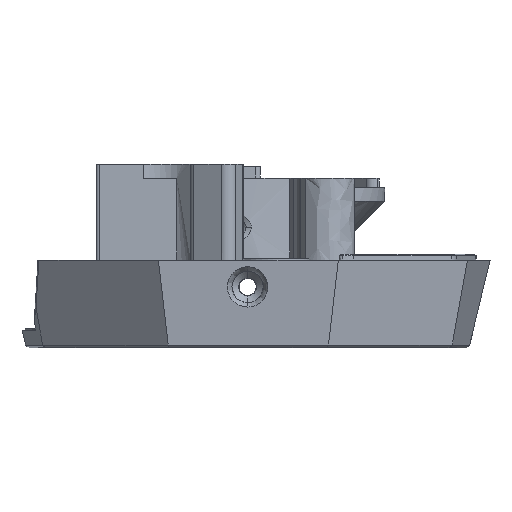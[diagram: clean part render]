
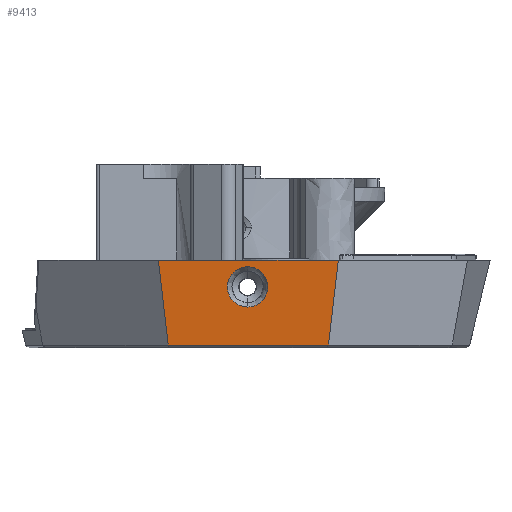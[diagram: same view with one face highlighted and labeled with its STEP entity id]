
A CAD part, front view. The second image highlights one B-rep face of the part: STEP entity #9413.
In plain terms, the highlighted free-form (B-spline) face has degree [1, 1] with [2, 2] control points.
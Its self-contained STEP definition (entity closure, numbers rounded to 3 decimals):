
#223=FACE_BOUND('',#1333,.T.);
#264=B_SPLINE_CURVE_WITH_KNOTS('',3,(#10041,#10042,#10043,#10044),
 .UNSPECIFIED.,.F.,.F.,(4,4),(-0.683,0.469),
 .UNSPECIFIED.);
#273=B_SPLINE_CURVE_WITH_KNOTS('',3,(#10290,#10291,#10292,#10293),
 .UNSPECIFIED.,.F.,.F.,(4,4),(-1.109,0.043),
 .UNSPECIFIED.);
#274=B_SPLINE_CURVE_WITH_KNOTS('',3,(#10298,#10299,#10300,#10301,#10302,
#10303,#10304,#10305,#10306,#10307,#10308,#10309,#10310,#10311,#10312,#10313,
#10314,#10315,#10316,#10317,#10318,#10319),.UNSPECIFIED.,.F.,.F.,(4,2,2,
2,2,2,2,2,2,2,4),(-1.092,-1.018,-0.944,
-0.808,-0.669,-0.532,-0.389,
-0.237,-0.112,-0.056,0.),
 .UNSPECIFIED.);
#275=B_SPLINE_CURVE_WITH_KNOTS('',3,(#10320,#10321,#10322,#10323,#10324,
#10325,#10326,#10327,#10328,#10329,#10330,#10331,#10332),.UNSPECIFIED.,
 .F.,.F.,(4,3,3,3,4),(0.,0.449,1.346,
2.244,3.142),.UNSPECIFIED.);
#732=FACE_OUTER_BOUND('',#1332,.T.);
#1332=EDGE_LOOP('',(#5805,#5806,#5807,#5808));
#1333=EDGE_LOOP('',(#5809,#5810));
#1985=(
BOUNDED_CURVE()
B_SPLINE_CURVE(1,(#10287,#10288),.UNSPECIFIED.,.F.,.F.)
B_SPLINE_CURVE_WITH_KNOTS((2,2),(-1.069,1.084),
 .UNSPECIFIED.)
CURVE()
GEOMETRIC_REPRESENTATION_ITEM()
RATIONAL_B_SPLINE_CURVE((1.,1.))
REPRESENTATION_ITEM('')
);
#1986=(
BOUNDED_CURVE()
B_SPLINE_CURVE(1,(#10294,#10295),.UNSPECIFIED.,.F.,.F.)
B_SPLINE_CURVE_WITH_KNOTS((2,2),(-1.175,1.241),
 .UNSPECIFIED.)
CURVE()
GEOMETRIC_REPRESENTATION_ITEM()
RATIONAL_B_SPLINE_CURVE((1.,1.))
REPRESENTATION_ITEM('')
);
#3128=VERTEX_POINT('',#10039);
#3129=VERTEX_POINT('',#10040);
#3148=VERTEX_POINT('',#10286);
#3149=VERTEX_POINT('',#10289);
#3150=VERTEX_POINT('',#10296);
#3151=VERTEX_POINT('',#10297);
#4161=EDGE_CURVE('',#3128,#3129,#264,.T.);
#4183=EDGE_CURVE('',#3128,#3148,#1985,.T.);
#4184=EDGE_CURVE('',#3148,#3149,#273,.T.);
#4185=EDGE_CURVE('',#3149,#3129,#1986,.T.);
#4186=EDGE_CURVE('',#3150,#3151,#274,.T.);
#4187=EDGE_CURVE('',#3151,#3150,#275,.T.);
#5805=ORIENTED_EDGE('',*,*,#4183,.T.);
#5806=ORIENTED_EDGE('',*,*,#4184,.T.);
#5807=ORIENTED_EDGE('',*,*,#4185,.T.);
#5808=ORIENTED_EDGE('',*,*,#4161,.F.);
#5809=ORIENTED_EDGE('',*,*,#4186,.T.);
#5810=ORIENTED_EDGE('',*,*,#4187,.T.);
#9021=B_SPLINE_SURFACE_WITH_KNOTS('',1,1,((#10282,#10283),(#10284,#10285)),
 .UNSPECIFIED.,.F.,.F.,.F.,(2,2),(2,2),(-11.813,12.35),
(-8.137,3.311),.UNSPECIFIED.);
#9413=ADVANCED_FACE('',(#732,#223),#9021,.T.);
#10039=CARTESIAN_POINT('',(-10.666,-79.004,163.734));
#10040=CARTESIAN_POINT('',(-11.98,-80.002,175.137));
#10041=CARTESIAN_POINT('Ctrl Pts',(-10.664,-79.005,
163.736));
#10042=CARTESIAN_POINT('Ctrl Pts',(-11.103,-79.337,
167.536));
#10043=CARTESIAN_POINT('Ctrl Pts',(-11.541,-79.67,
171.337));
#10044=CARTESIAN_POINT('Ctrl Pts',(-11.98,-80.002,
175.137));
#10282=CARTESIAN_POINT('Ctrl Pts',(-11.981,-79.005,
163.735));
#10283=CARTESIAN_POINT('Ctrl Pts',(-11.981,-80.002,
175.138));
#10284=CARTESIAN_POINT('Ctrl Pts',(12.182,-79.005,163.735));
#10285=CARTESIAN_POINT('Ctrl Pts',(12.182,-80.002,175.138));
#10286=CARTESIAN_POINT('',(10.866,-79.004,163.734));
#10287=CARTESIAN_POINT('Ctrl Pts',(-10.664,-79.005,
163.736));
#10288=CARTESIAN_POINT('Ctrl Pts',(10.865,-79.005,163.736));
#10289=CARTESIAN_POINT('',(12.181,-80.002,175.137));
#10290=CARTESIAN_POINT('Ctrl Pts',(10.865,-79.005,163.736));
#10291=CARTESIAN_POINT('Ctrl Pts',(11.304,-79.337,167.536));
#10292=CARTESIAN_POINT('Ctrl Pts',(11.742,-79.67,171.337));
#10293=CARTESIAN_POINT('Ctrl Pts',(12.181,-80.002,175.137));
#10294=CARTESIAN_POINT('Ctrl Pts',(12.181,-80.002,175.137));
#10295=CARTESIAN_POINT('Ctrl Pts',(-11.98,-80.002,175.137));
#10296=CARTESIAN_POINT('',(0.,-79.45,168.829));
#10297=CARTESIAN_POINT('',(0.001,-79.924,174.243));
#10298=CARTESIAN_POINT('Ctrl Pts',(0.,-79.45,
168.829));
#10299=CARTESIAN_POINT('Ctrl Pts',(-0.186,-79.45,
168.829));
#10300=CARTESIAN_POINT('Ctrl Pts',(-0.372,-79.452,
168.85));
#10301=CARTESIAN_POINT('Ctrl Pts',(-0.735,-79.459,
168.928));
#10302=CARTESIAN_POINT('Ctrl Pts',(-0.913,-79.464,
168.985));
#10303=CARTESIAN_POINT('Ctrl Pts',(-1.398,-79.483,
169.197));
#10304=CARTESIAN_POINT('Ctrl Pts',(-1.687,-79.5,
169.393));
#10305=CARTESIAN_POINT('Ctrl Pts',(-2.176,-79.543,
169.882));
#10306=CARTESIAN_POINT('Ctrl Pts',(-2.366,-79.568,
170.169));
#10307=CARTESIAN_POINT('Ctrl Pts',(-2.637,-79.626,
170.83));
#10308=CARTESIAN_POINT('Ctrl Pts',(-2.709,-79.657,
171.185));
#10309=CARTESIAN_POINT('Ctrl Pts',(-2.715,-79.72,
171.911));
#10310=CARTESIAN_POINT('Ctrl Pts',(-2.643,-79.749,172.243));
#10311=CARTESIAN_POINT('Ctrl Pts',(-2.386,-79.804,
172.868));
#10312=CARTESIAN_POINT('Ctrl Pts',(-2.192,-79.83,
173.163));
#10313=CARTESIAN_POINT('Ctrl Pts',(-1.752,-79.87,
173.621));
#10314=CARTESIAN_POINT('Ctrl Pts',(-1.471,-79.89,
173.852));
#10315=CARTESIAN_POINT('Ctrl Pts',(-0.918,-79.911,
174.093));
#10316=CARTESIAN_POINT('Ctrl Pts',(-0.739,-79.916,
174.149));
#10317=CARTESIAN_POINT('Ctrl Pts',(-0.373,-79.922,
174.224));
#10318=CARTESIAN_POINT('Ctrl Pts',(-0.186,-79.924,
174.242));
#10319=CARTESIAN_POINT('Ctrl Pts',(0.001,-79.924,
174.243));
#10320=CARTESIAN_POINT('Ctrl Pts',(0.001,-79.924,
174.243));
#10321=CARTESIAN_POINT('Ctrl Pts',(0.408,-79.924,
174.243));
#10322=CARTESIAN_POINT('Ctrl Pts',(0.815,-79.917,
174.156));
#10323=CARTESIAN_POINT('Ctrl Pts',(1.179,-79.901,173.981));
#10324=CARTESIAN_POINT('Ctrl Pts',(1.907,-79.871,173.631));
#10325=CARTESIAN_POINT('Ctrl Pts',(2.464,-79.809,172.928));
#10326=CARTESIAN_POINT('Ctrl Pts',(2.644,-79.74,172.14));
#10327=CARTESIAN_POINT('Ctrl Pts',(2.824,-79.671,171.352));
#10328=CARTESIAN_POINT('Ctrl Pts',(2.626,-79.595,170.479));
#10329=CARTESIAN_POINT('Ctrl Pts',(2.123,-79.54,169.849));
#10330=CARTESIAN_POINT('Ctrl Pts',(1.62,-79.484,169.218));
#10331=CARTESIAN_POINT('Ctrl Pts',(0.812,-79.45,168.829));
#10332=CARTESIAN_POINT('Ctrl Pts',(0.,-79.45,
168.829));
